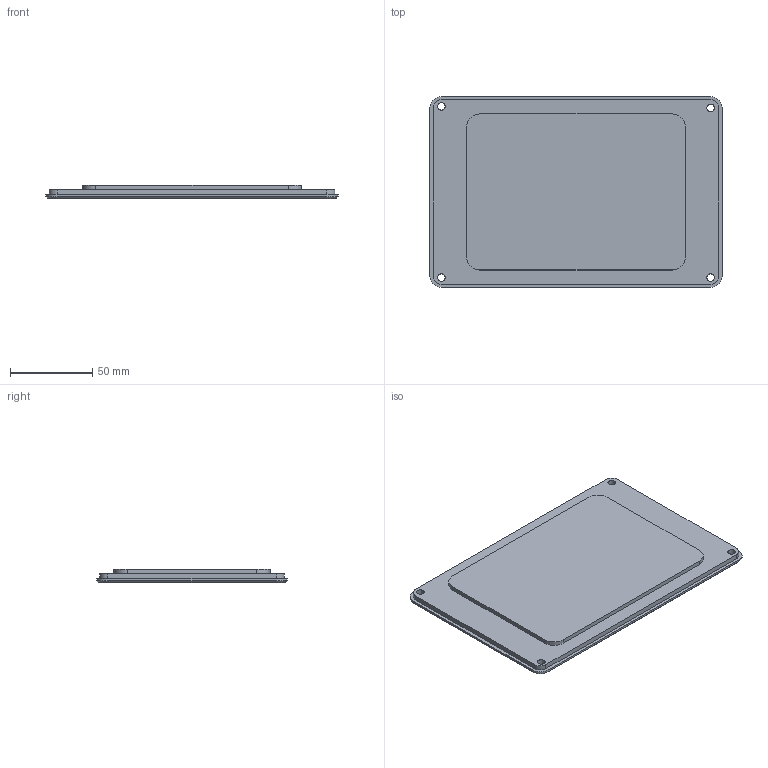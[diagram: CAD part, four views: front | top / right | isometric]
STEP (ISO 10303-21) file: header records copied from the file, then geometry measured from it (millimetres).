
FILE_DESCRIPTION(/* description */ (''),/* implementation_level */ '2;1');
FILE_NAME(/* name */ 'Display Mount - Template M4.step',/* time_stamp */ '2023-01-22T06:16:20-06:00',/* author */ (''),/* organization */ (''),/* preprocessor_version */ 'ST-DEVELOPER v19.2',/* originating_system */ 'Autodesk Translation Framework v11.17.0.187',/* authorisation */ '');
FILE_SCHEMA (('AUTOMOTIVE_DESIGN { 1 0 10303 214 3 1 1 }'));
Length unit declared in the file: millimetre
Products named in the file (1): Display Panel - Template
Bounding box: 177.1 x 115.8 x 8 mm (x, y, z)
Volume: 138876.3 mm3; surface area: 44917 mm2
Topology: 1 solids, 1 shells, 40 faces, 100 edges, 64 vertices
Faces by surface type: plane 20, cylinder 16, cone 4
Full cylindrical faces by diameter (mm): 4.6 x4
Entity records: 1245 total; most frequent: DIRECTION 218, CARTESIAN_POINT 205, ORIENTED_EDGE 200, EDGE_CURVE 100, AXIS2_PLACEMENT_3D 77, LINE 64, VECTOR 64, VERTEX_POINT 64
